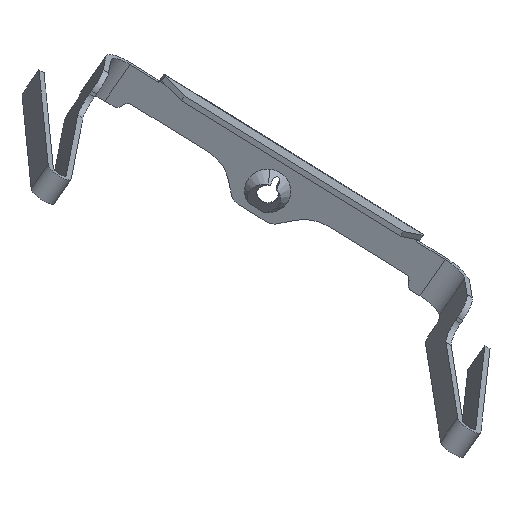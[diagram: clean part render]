
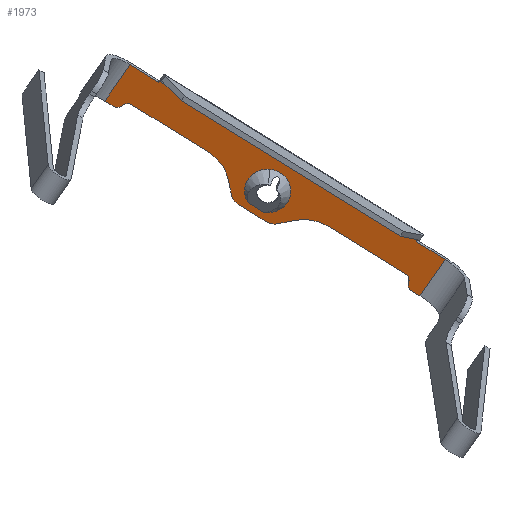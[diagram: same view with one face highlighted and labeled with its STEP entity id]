
A CAD part, front view. The second image highlights one B-rep face of the part: STEP entity #1973.
In plain terms, the highlighted face is planar.
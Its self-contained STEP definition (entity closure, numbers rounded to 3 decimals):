
#71=CARTESIAN_POINT('Vertex',(7.383,-1.438,40.7)) ;
#76=CARTESIAN_POINT('Axis2P3D Location',(4.75,0.,40.7)) ;
#80=CARTESIAN_POINT('Vertex',(2.,-1.199,40.7)) ;
#103=CARTESIAN_POINT('Axis2P3D Location',(4.75,0.,40.7)) ;
#107=CARTESIAN_POINT('Vertex',(2.,1.199,40.7)) ;
#109=CARTESIAN_POINT('Vertex',(2.117,1.438,40.7)) ;
#140=CARTESIAN_POINT('Vertex',(1.686,3.586,40.7)) ;
#145=CARTESIAN_POINT('Axis2P3D Location',(3.1,2.172,40.7)) ;
#149=CARTESIAN_POINT('Vertex',(1.1,2.172,40.7)) ;
#210=CARTESIAN_POINT('Vertex',(9.5,20.,40.7)) ;
#213=CARTESIAN_POINT('Line Origine',(9.5,22.228,40.7)) ;
#217=CARTESIAN_POINT('Vertex',(9.5,24.456,40.7)) ;
#261=CARTESIAN_POINT('Vertex',(1.1,-2.172,40.7)) ;
#264=CARTESIAN_POINT('Axis2P3D Location',(3.1,-2.172,40.7)) ;
#268=CARTESIAN_POINT('Vertex',(1.686,-3.586,40.7)) ;
#296=CARTESIAN_POINT('Vertex',(9.5,-24.456,40.7)) ;
#299=CARTESIAN_POINT('Line Origine',(9.5,-22.228,40.7)) ;
#303=CARTESIAN_POINT('Vertex',(9.5,-20.,40.7)) ;
#359=CARTESIAN_POINT('Vertex',(9.7,20.,40.7)) ;
#375=CARTESIAN_POINT('Vertex',(9.7,-20.,40.7)) ;
#378=CARTESIAN_POINT('Line Origine',(9.7,-12.228,40.7)) ;
#400=CARTESIAN_POINT('Line Origine',(1.1,0.,40.7)) ;
#453=CARTESIAN_POINT('Axis2P3D Location',(4.,21.233,40.7)) ;
#457=CARTESIAN_POINT('Vertex',(4.259,22.199,40.7)) ;
#459=CARTESIAN_POINT('Vertex',(5.,21.233,40.7)) ;
#504=CARTESIAN_POINT('Vertex',(4.241,22.203,40.7)) ;
#507=CARTESIAN_POINT('Line Origine',(4.25,22.201,40.7)) ;
#524=CARTESIAN_POINT('Line Origine',(2.464,4.364,40.7)) ;
#528=CARTESIAN_POINT('Vertex',(3.243,5.143,40.7)) ;
#555=CARTESIAN_POINT('Axis2P3D Location',(-1.,9.385,40.7)) ;
#559=CARTESIAN_POINT('Vertex',(5.,9.385,40.7)) ;
#586=CARTESIAN_POINT('Line Origine',(5.,15.309,40.7)) ;
#619=CARTESIAN_POINT('Vertex',(3.5,23.169,40.7)) ;
#622=CARTESIAN_POINT('Axis2P3D Location',(4.5,23.169,40.7)) ;
#646=CARTESIAN_POINT('Line Origine',(4.75,24.456,40.7)) ;
#650=CARTESIAN_POINT('Vertex',(3.5,24.456,40.7)) ;
#703=CARTESIAN_POINT('Line Origine',(3.5,23.813,40.7)) ;
#1217=CARTESIAN_POINT('Vertex',(5.,-9.385,40.7)) ;
#1220=CARTESIAN_POINT('Line Origine',(5.,-15.309,40.7)) ;
#1224=CARTESIAN_POINT('Vertex',(5.,-21.233,40.7)) ;
#1255=CARTESIAN_POINT('Vertex',(3.243,-5.143,40.7)) ;
#1258=CARTESIAN_POINT('Axis2P3D Location',(-1.,-9.385,40.7)) ;
#1280=CARTESIAN_POINT('Line Origine',(2.464,-4.364,40.7)) ;
#1303=CARTESIAN_POINT('Vertex',(4.259,-22.199,40.7)) ;
#1306=CARTESIAN_POINT('Line Origine',(4.25,-22.201,40.7)) ;
#1310=CARTESIAN_POINT('Vertex',(4.241,-22.203,40.7)) ;
#1342=CARTESIAN_POINT('Axis2P3D Location',(4.,-21.233,40.7)) ;
#1359=CARTESIAN_POINT('Axis2P3D Location',(4.5,-23.169,40.7)) ;
#1363=CARTESIAN_POINT('Vertex',(3.5,-23.169,40.7)) ;
#1394=CARTESIAN_POINT('Vertex',(3.5,-24.456,40.7)) ;
#1399=CARTESIAN_POINT('Line Origine',(4.75,-24.456,40.7)) ;
#1416=CARTESIAN_POINT('Line Origine',(3.5,-23.813,40.7)) ;
#1916=CARTESIAN_POINT('Axis2P3D Location',(0.,0.,40.7)) ;
#1921=CARTESIAN_POINT('Line Origine',(9.6,20.,40.7)) ;
#1926=CARTESIAN_POINT('Line Origine',(9.6,-20.,40.7)) ;
#1957=CARTESIAN_POINT('Axis2P3D Location',(4.75,0.,40.7)) ;
#1962=CARTESIAN_POINT('Line Origine',(2.,0.,40.7)) ;
#77=DIRECTION('Axis2P3D Direction',(-0.,0.,1.)) ;
#104=DIRECTION('Axis2P3D Direction',(-0.,0.,1.)) ;
#146=DIRECTION('Axis2P3D Direction',(0.,0.,-1.)) ;
#214=DIRECTION('Vector Direction',(0.,-1.,0.)) ;
#265=DIRECTION('Axis2P3D Direction',(0.,0.,1.)) ;
#300=DIRECTION('Vector Direction',(0.,-1.,0.)) ;
#379=DIRECTION('Vector Direction',(0.,-1.,0.)) ;
#401=DIRECTION('Vector Direction',(0.,-1.,0.)) ;
#454=DIRECTION('Axis2P3D Direction',(0.,0.,-1.)) ;
#508=DIRECTION('Vector Direction',(-0.966,0.259,0.)) ;
#525=DIRECTION('Vector Direction',(-0.707,-0.707,0.)) ;
#556=DIRECTION('Axis2P3D Direction',(0.,0.,-1.)) ;
#587=DIRECTION('Vector Direction',(0.,-1.,0.)) ;
#623=DIRECTION('Axis2P3D Direction',(-0.,0.,-1.)) ;
#647=DIRECTION('Vector Direction',(-1.,0.,0.)) ;
#704=DIRECTION('Vector Direction',(0.,-1.,0.)) ;
#1221=DIRECTION('Vector Direction',(0.,-1.,0.)) ;
#1259=DIRECTION('Axis2P3D Direction',(0.,0.,1.)) ;
#1281=DIRECTION('Vector Direction',(-0.707,0.707,0.)) ;
#1307=DIRECTION('Vector Direction',(-0.966,-0.259,0.)) ;
#1343=DIRECTION('Axis2P3D Direction',(0.,0.,1.)) ;
#1360=DIRECTION('Axis2P3D Direction',(0.,0.,1.)) ;
#1400=DIRECTION('Vector Direction',(1.,0.,0.)) ;
#1417=DIRECTION('Vector Direction',(0.,-1.,0.)) ;
#1917=DIRECTION('Axis2P3D Direction',(-0.,0.,1.)) ;
#1918=DIRECTION('Axis2P3D XDirection',(0.,-1.,0.)) ;
#1922=DIRECTION('Vector Direction',(1.,0.,0.)) ;
#1927=DIRECTION('Vector Direction',(1.,0.,0.)) ;
#1958=DIRECTION('Axis2P3D Direction',(-0.,0.,1.)) ;
#1963=DIRECTION('Vector Direction',(0.,1.,0.)) ;
#78=AXIS2_PLACEMENT_3D('Circle Axis2P3D',#76,#77,$) ;
#105=AXIS2_PLACEMENT_3D('Circle Axis2P3D',#103,#104,$) ;
#147=AXIS2_PLACEMENT_3D('Circle Axis2P3D',#145,#146,$) ;
#266=AXIS2_PLACEMENT_3D('Circle Axis2P3D',#264,#265,$) ;
#455=AXIS2_PLACEMENT_3D('Circle Axis2P3D',#453,#454,$) ;
#557=AXIS2_PLACEMENT_3D('Circle Axis2P3D',#555,#556,$) ;
#624=AXIS2_PLACEMENT_3D('Circle Axis2P3D',#622,#623,$) ;
#1260=AXIS2_PLACEMENT_3D('Circle Axis2P3D',#1258,#1259,$) ;
#1344=AXIS2_PLACEMENT_3D('Circle Axis2P3D',#1342,#1343,$) ;
#1361=AXIS2_PLACEMENT_3D('Circle Axis2P3D',#1359,#1360,$) ;
#1919=AXIS2_PLACEMENT_3D('Plane Axis2P3D',#1916,#1917,#1918) ;
#1959=AXIS2_PLACEMENT_3D('Circle Axis2P3D',#1957,#1958,$) ;
#1932=ORIENTED_EDGE('',*,*,#1346,.T.) ;
#1933=ORIENTED_EDGE('',*,*,#1226,.F.) ;
#1934=ORIENTED_EDGE('',*,*,#1262,.T.) ;
#1935=ORIENTED_EDGE('',*,*,#1284,.T.) ;
#1936=ORIENTED_EDGE('',*,*,#270,.F.) ;
#1937=ORIENTED_EDGE('',*,*,#404,.T.) ;
#1938=ORIENTED_EDGE('',*,*,#151,.T.) ;
#1939=ORIENTED_EDGE('',*,*,#530,.F.) ;
#1940=ORIENTED_EDGE('',*,*,#561,.F.) ;
#1941=ORIENTED_EDGE('',*,*,#590,.T.) ;
#1942=ORIENTED_EDGE('',*,*,#461,.F.) ;
#1943=ORIENTED_EDGE('',*,*,#511,.T.) ;
#1944=ORIENTED_EDGE('',*,*,#626,.T.) ;
#1945=ORIENTED_EDGE('',*,*,#707,.T.) ;
#1946=ORIENTED_EDGE('',*,*,#652,.T.) ;
#1947=ORIENTED_EDGE('',*,*,#219,.T.) ;
#1948=ORIENTED_EDGE('',*,*,#1925,.F.) ;
#1949=ORIENTED_EDGE('',*,*,#382,.T.) ;
#1950=ORIENTED_EDGE('',*,*,#1930,.T.) ;
#1951=ORIENTED_EDGE('',*,*,#305,.F.) ;
#1952=ORIENTED_EDGE('',*,*,#1403,.F.) ;
#1953=ORIENTED_EDGE('',*,*,#1420,.F.) ;
#1954=ORIENTED_EDGE('',*,*,#1365,.F.) ;
#1955=ORIENTED_EDGE('',*,*,#1312,.F.) ;
#1968=ORIENTED_EDGE('',*,*,#1961,.F.) ;
#1969=ORIENTED_EDGE('',*,*,#111,.F.) ;
#1970=ORIENTED_EDGE('',*,*,#1966,.F.) ;
#1971=ORIENTED_EDGE('',*,*,#82,.F.) ;
#1972=FACE_BOUND('',#1967,.T.) ;
#215=VECTOR('Line Direction',#214,1.) ;
#301=VECTOR('Line Direction',#300,1.) ;
#380=VECTOR('Line Direction',#379,1.) ;
#402=VECTOR('Line Direction',#401,1.) ;
#509=VECTOR('Line Direction',#508,1.) ;
#526=VECTOR('Line Direction',#525,1.) ;
#588=VECTOR('Line Direction',#587,1.) ;
#648=VECTOR('Line Direction',#647,1.) ;
#705=VECTOR('Line Direction',#704,1.) ;
#1222=VECTOR('Line Direction',#1221,1.) ;
#1282=VECTOR('Line Direction',#1281,1.) ;
#1308=VECTOR('Line Direction',#1307,1.) ;
#1401=VECTOR('Line Direction',#1400,1.) ;
#1418=VECTOR('Line Direction',#1417,1.) ;
#1923=VECTOR('Line Direction',#1922,1.) ;
#1928=VECTOR('Line Direction',#1927,1.) ;
#1964=VECTOR('Line Direction',#1963,1.) ;
#1973=ADVANCED_FACE('PartBody',(#1956,#1972),#1920,.F.) ;
#79=CIRCLE('generated circle',#78,3.) ;
#106=CIRCLE('generated circle',#105,3.) ;
#148=CIRCLE('generated circle',#147,2.) ;
#267=CIRCLE('generated circle',#266,2.) ;
#456=CIRCLE('generated circle',#455,1.) ;
#558=CIRCLE('generated circle',#557,6.) ;
#625=CIRCLE('generated circle',#624,1.) ;
#1261=CIRCLE('generated circle',#1260,6.) ;
#1345=CIRCLE('generated circle',#1344,1.) ;
#1362=CIRCLE('generated circle',#1361,1.) ;
#1960=CIRCLE('generated circle',#1959,3.) ;
#82=EDGE_CURVE('',#72,#81,#79,.F.) ;
#111=EDGE_CURVE('',#108,#110,#106,.F.) ;
#151=EDGE_CURVE('',#150,#141,#148,.T.) ;
#219=EDGE_CURVE('',#218,#211,#216,.T.) ;
#270=EDGE_CURVE('',#262,#269,#267,.T.) ;
#305=EDGE_CURVE('',#297,#304,#302,.F.) ;
#382=EDGE_CURVE('',#360,#376,#381,.T.) ;
#404=EDGE_CURVE('',#262,#150,#403,.F.) ;
#461=EDGE_CURVE('',#458,#460,#456,.T.) ;
#511=EDGE_CURVE('',#458,#505,#510,.T.) ;
#530=EDGE_CURVE('',#529,#141,#527,.T.) ;
#561=EDGE_CURVE('',#560,#529,#558,.T.) ;
#590=EDGE_CURVE('',#560,#460,#589,.F.) ;
#626=EDGE_CURVE('',#505,#620,#625,.T.) ;
#652=EDGE_CURVE('',#651,#218,#649,.F.) ;
#707=EDGE_CURVE('',#620,#651,#706,.F.) ;
#1226=EDGE_CURVE('',#1218,#1225,#1223,.T.) ;
#1262=EDGE_CURVE('',#1218,#1256,#1261,.T.) ;
#1284=EDGE_CURVE('',#1256,#269,#1283,.T.) ;
#1312=EDGE_CURVE('',#1304,#1311,#1309,.T.) ;
#1346=EDGE_CURVE('',#1304,#1225,#1345,.T.) ;
#1365=EDGE_CURVE('',#1311,#1364,#1362,.T.) ;
#1403=EDGE_CURVE('',#1395,#297,#1402,.T.) ;
#1420=EDGE_CURVE('',#1364,#1395,#1419,.T.) ;
#1925=EDGE_CURVE('',#360,#211,#1924,.F.) ;
#1930=EDGE_CURVE('',#376,#304,#1929,.F.) ;
#1961=EDGE_CURVE('',#110,#72,#1960,.F.) ;
#1966=EDGE_CURVE('',#81,#108,#1965,.T.) ;
#1931=EDGE_LOOP('',(#1932,#1933,#1934,#1935,#1936,#1937,#1938,#1939,#1940,#1941,#1942,#1943,#1944,#1945,#1946,#1947,#1948,#1949,#1950,#1951,#1952,#1953,#1954,#1955)) ;
#1967=EDGE_LOOP('',(#1968,#1969,#1970,#1971)) ;
#1956=FACE_OUTER_BOUND('',#1931,.T.) ;
#216=LINE('Line',#213,#215) ;
#302=LINE('Line',#299,#301) ;
#381=LINE('Line',#378,#380) ;
#403=LINE('Line',#400,#402) ;
#510=LINE('Line',#507,#509) ;
#527=LINE('Line',#524,#526) ;
#589=LINE('Line',#586,#588) ;
#649=LINE('Line',#646,#648) ;
#706=LINE('Line',#703,#705) ;
#1223=LINE('Line',#1220,#1222) ;
#1283=LINE('Line',#1280,#1282) ;
#1309=LINE('Line',#1306,#1308) ;
#1402=LINE('Line',#1399,#1401) ;
#1419=LINE('Line',#1416,#1418) ;
#1924=LINE('Line',#1921,#1923) ;
#1929=LINE('Line',#1926,#1928) ;
#1965=LINE('Line',#1962,#1964) ;
#1920=PLANE('',#1919) ;
#72=VERTEX_POINT('',#71) ;
#81=VERTEX_POINT('',#80) ;
#108=VERTEX_POINT('',#107) ;
#110=VERTEX_POINT('',#109) ;
#141=VERTEX_POINT('',#140) ;
#150=VERTEX_POINT('',#149) ;
#211=VERTEX_POINT('',#210) ;
#218=VERTEX_POINT('',#217) ;
#262=VERTEX_POINT('',#261) ;
#269=VERTEX_POINT('',#268) ;
#297=VERTEX_POINT('',#296) ;
#304=VERTEX_POINT('',#303) ;
#360=VERTEX_POINT('',#359) ;
#376=VERTEX_POINT('',#375) ;
#458=VERTEX_POINT('',#457) ;
#460=VERTEX_POINT('',#459) ;
#505=VERTEX_POINT('',#504) ;
#529=VERTEX_POINT('',#528) ;
#560=VERTEX_POINT('',#559) ;
#620=VERTEX_POINT('',#619) ;
#651=VERTEX_POINT('',#650) ;
#1218=VERTEX_POINT('',#1217) ;
#1225=VERTEX_POINT('',#1224) ;
#1256=VERTEX_POINT('',#1255) ;
#1304=VERTEX_POINT('',#1303) ;
#1311=VERTEX_POINT('',#1310) ;
#1364=VERTEX_POINT('',#1363) ;
#1395=VERTEX_POINT('',#1394) ;
